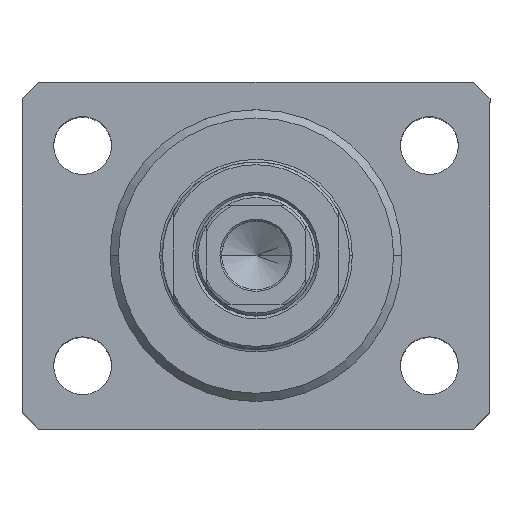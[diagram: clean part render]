
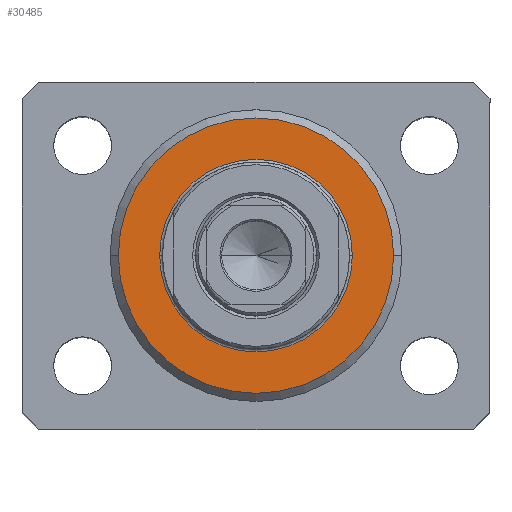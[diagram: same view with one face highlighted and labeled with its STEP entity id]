
A CAD part, top view. The second image highlights one B-rep face of the part: STEP entity #30485.
In plain terms, the highlighted face is planar.
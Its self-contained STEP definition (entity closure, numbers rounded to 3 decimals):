
#710 = CIRCLE ( 'NONE', #18136, 17.5 ) ;
#1034 = DIRECTION ( 'NONE',  ( 0., 0., -1. ) ) ;
#1117 = CIRCLE ( 'NONE', #4763, 17.5 ) ;
#1472 = AXIS2_PLACEMENT_3D ( 'NONE', #39423, #1034, #18767 ) ;
#2722 = EDGE_LOOP ( 'NONE', ( #23247, #9060 ) ) ;
#2754 = AXIS2_PLACEMENT_3D ( 'NONE', #13480, #23926, #19622 ) ;
#4103 = DIRECTION ( 'NONE',  ( 1., 0., 0. ) ) ;
#4190 = EDGE_LOOP ( 'NONE', ( #33472, #11864 ) ) ;
#4763 = AXIS2_PLACEMENT_3D ( 'NONE', #7307, #31350, #4103 ) ;
#6324 = CARTESIAN_POINT ( 'NONE',  ( 0., 0., 0. ) ) ;
#7307 = CARTESIAN_POINT ( 'NONE',  ( 0., 0., 0. ) ) ;
#7944 = EDGE_CURVE ( 'NONE', #38745, #35190, #710, .T. ) ;
#8588 = EDGE_CURVE ( 'NONE', #8790, #34343, #18172, .T. ) ;
#8790 = VERTEX_POINT ( 'NONE', #24608 ) ;
#9060 = ORIENTED_EDGE ( 'NONE', *, *, #8588, .T. ) ;
#10516 = CARTESIAN_POINT ( 'NONE',  ( -17.5, 0., 0. ) ) ;
#10881 = CARTESIAN_POINT ( 'NONE',  ( 0., 0., 0. ) ) ;
#11556 = DIRECTION ( 'NONE',  ( 1., 0., 0. ) ) ;
#11864 = ORIENTED_EDGE ( 'NONE', *, *, #7944, .T. ) ;
#13480 = CARTESIAN_POINT ( 'NONE',  ( 0., 0., 0. ) ) ;
#16549 = DIRECTION ( 'NONE',  ( 0., 0., -1. ) ) ;
#16678 = FACE_OUTER_BOUND ( 'NONE', #2722, .T. ) ;
#18136 = AXIS2_PLACEMENT_3D ( 'NONE', #10881, #25154, #11556 ) ;
#18172 = CIRCLE ( 'NONE', #1472, 25. ) ;
#18767 = DIRECTION ( 'NONE',  ( 1., 0., 0. ) ) ;
#19408 = CIRCLE ( 'NONE', #33177, 25. ) ;
#19622 = DIRECTION ( 'NONE',  ( 1., 0., 0. ) ) ;
#19832 = CARTESIAN_POINT ( 'NONE',  ( 25., 0., 0. ) ) ;
#20684 = CARTESIAN_POINT ( 'NONE',  ( 17.5, 0., 0. ) ) ;
#23247 = ORIENTED_EDGE ( 'NONE', *, *, #30208, .T. ) ;
#23926 = DIRECTION ( 'NONE',  ( 0., 0., 1. ) ) ;
#24608 = CARTESIAN_POINT ( 'NONE',  ( -25., 0., 0. ) ) ;
#24998 = EDGE_CURVE ( 'NONE', #35190, #38745, #1117, .T. ) ;
#25154 = DIRECTION ( 'NONE',  ( 0., 0., 1. ) ) ;
#30208 = EDGE_CURVE ( 'NONE', #34343, #8790, #19408, .T. ) ;
#30390 = DIRECTION ( 'NONE',  ( 1., 0., 0. ) ) ;
#30485 = ADVANCED_FACE ( 'NONE', ( #37984, #16678 ), #44588, .F. ) ;
#31350 = DIRECTION ( 'NONE',  ( 0., 0., 1. ) ) ;
#33177 = AXIS2_PLACEMENT_3D ( 'NONE', #6324, #16549, #30390 ) ;
#33472 = ORIENTED_EDGE ( 'NONE', *, *, #24998, .T. ) ;
#34343 = VERTEX_POINT ( 'NONE', #19832 ) ;
#35190 = VERTEX_POINT ( 'NONE', #20684 ) ;
#37984 = FACE_BOUND ( 'NONE', #4190, .T. ) ;
#38745 = VERTEX_POINT ( 'NONE', #10516 ) ;
#39423 = CARTESIAN_POINT ( 'NONE',  ( 0., 0., 0. ) ) ;
#44588 = PLANE ( 'NONE',  #2754 ) ;
